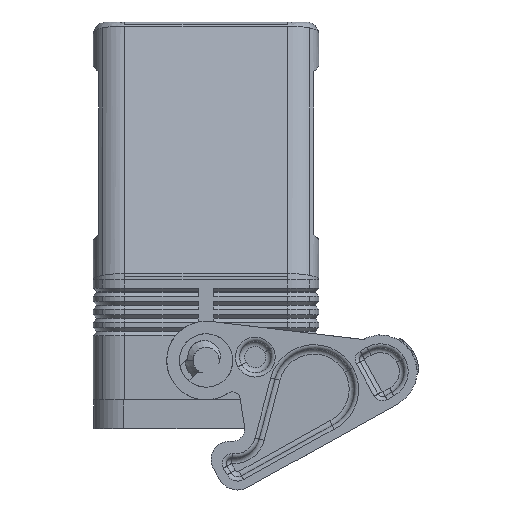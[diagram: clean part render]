
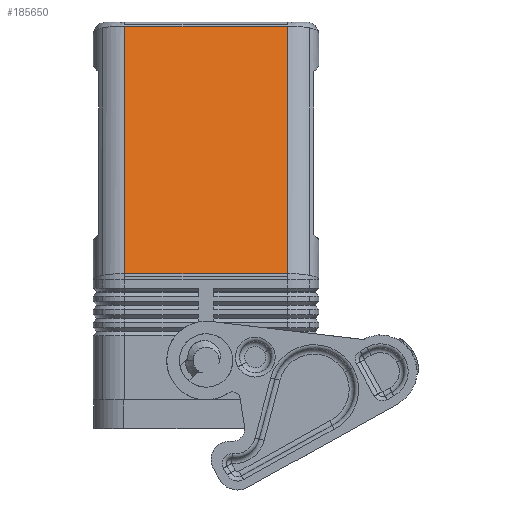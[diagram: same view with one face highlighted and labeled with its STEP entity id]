
A CAD part, left-side view. The second image highlights one B-rep face of the part: STEP entity #185650.
In plain terms, the highlighted planar face has unit normal (-0.982, 0, 0.19).
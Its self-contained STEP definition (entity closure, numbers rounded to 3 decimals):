
#3240=CARTESIAN_POINT('',(-20.767,15.5,69.203));
#3250=VERTEX_POINT('',#3240);
#3480=CARTESIAN_POINT('',(-20.767,-15.5,69.203));
#3490=VERTEX_POINT('',#3480);
#3520=CARTESIAN_POINT('',(-20.767,0.,69.204));
#3530=DIRECTION('',(0.,1.,0.));
#3540=VECTOR('',#3530,1.);
#3550=LINE('',#3520,#3540);
#3560=EDGE_CURVE('',#3490,#3250,#3550,.T.);
#150550=CARTESIAN_POINT('',(-29.891,-15.5,22.065));
#150560=VERTEX_POINT('',#150550);
#185000=CARTESIAN_POINT('',(-29.891,15.5,22.065));
#185010=VERTEX_POINT('',#185000);
#185390=CARTESIAN_POINT('',(-21.,0.,68.));
#185400=DIRECTION('',(-0.982,0.,0.19));
#185410=DIRECTION('',(0.19,0.,0.982));
#185420=AXIS2_PLACEMENT_3D('',#185390,#185400,#185410);
#185430=PLANE('',#185420);
#185440=CARTESIAN_POINT('',(-29.891,-15.5,22.065));
#185450=DIRECTION('',(0.,1.,0.));
#185460=VECTOR('',#185450,31.);
#185470=LINE('',#185440,#185460);
#185480=EDGE_CURVE('',#150560,#185010,#185470,.T.);
#185490=ORIENTED_EDGE('',*,*,#185480,.F.);
#185500=CARTESIAN_POINT('',(-24.119,15.5,51.885));
#185510=DIRECTION('',(-0.19,0.,-0.982));
#185520=VECTOR('',#185510,1.);
#185530=LINE('',#185500,#185520);
#185540=EDGE_CURVE('',#3250,#185010,#185530,.T.);
#185550=ORIENTED_EDGE('',*,*,#185540,.T.);
#185560=ORIENTED_EDGE('',*,*,#3560,.T.);
#185570=CARTESIAN_POINT('',(-21.392,-15.5,65.975));
#185580=DIRECTION('',(-0.19,0.,-0.982));
#185590=VECTOR('',#185580,44.725);
#185600=LINE('',#185570,#185590);
#185610=EDGE_CURVE('',#3490,#150560,#185600,.T.);
#185620=ORIENTED_EDGE('',*,*,#185610,.F.);
#185630=EDGE_LOOP('',(#185620,#185560,#185550,#185490));
#185640=FACE_OUTER_BOUND('',#185630,.T.);
#185650=ADVANCED_FACE('',(#185640),#185430,.T.);
